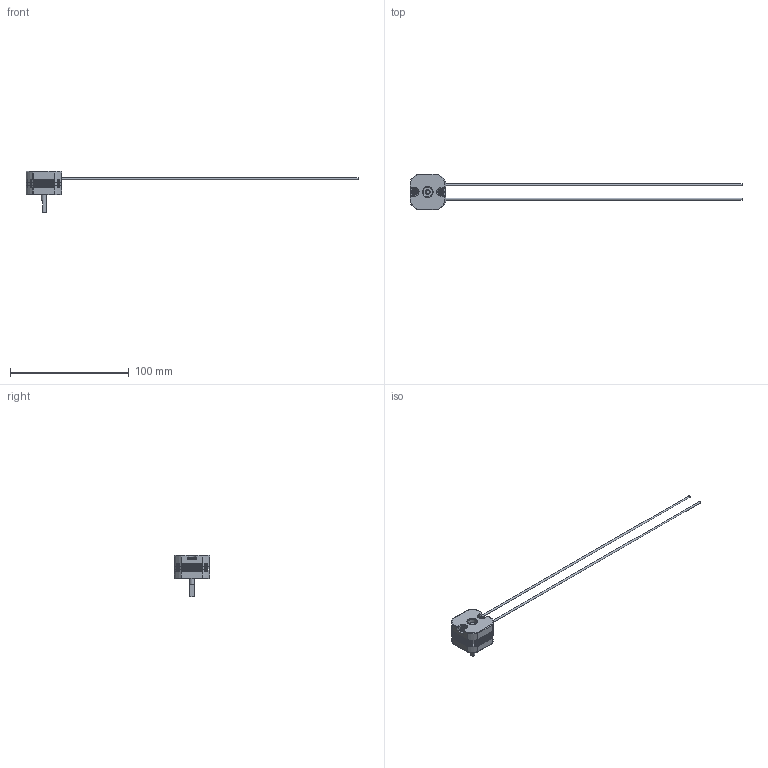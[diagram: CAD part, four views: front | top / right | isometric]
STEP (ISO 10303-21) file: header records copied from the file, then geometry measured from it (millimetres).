
FILE_DESCRIPTION(/* description */ ('Unknown'),/* implementation_level */ '2;1');
FILE_NAME(/* name */ 'rm301-4p-xx',/* time_stamp */ '2023-08-09T12:15:54+09:00',/* author */ ('Unknown'),/* organization */ ('Unknown'),/* preprocessor_version */ 'ST-DEVELOPER v18.1',/* originating_system */ 'Solid Edge',/* authorisation */ 'Unknown');
FILE_SCHEMA (('AUTOMOTIVE_DESIGN {1 0 10303 214 3 1 1}'));
Length unit declared in the file: millimetre
Products named in the file (8): RM301-4P-parametric; rm301-4p-rear; rm301-4p-front; rm301-washer; rm301-4p-sta; rm301-4p-shaft; rm301-leads; 89-1149
Assembly tree (22 placements, depth 2):
  RM301-4P-parametric
    rm301-4p-rear
    rm301-4p-front
    rm301-washer  x2
    rm301-4p-sta  x14
    rm301-4p-shaft
    rm301-leads
    89-1149  x2
Bounding box: 280 x 30 x 35 mm (x, y, z)
Volume: 16575 mm3; surface area: 32095.7 mm2
Topology: 23 solids, 23 shells, 481 faces, 1135 edges, 678 vertices
Faces by surface type: cylinder 231, plane 160, torus 44, sphere 28, bspline 12, cone 6
Full cylindrical faces by diameter (mm): 1.6 x2, 2.5 x4, 3.2 x32, 4 x1, 4.5 x2, 4.8 x2, 5.5 x2, 8 x2
Entity records: 6838 total; most frequent: CARTESIAN_POINT 1239, DIRECTION 1136, ORIENTED_EDGE 924, AXIS2_PLACEMENT_3D 485, EDGE_CURVE 462, VERTEX_POINT 286, FACE_BOUND 278, EDGE_LOOP 277
